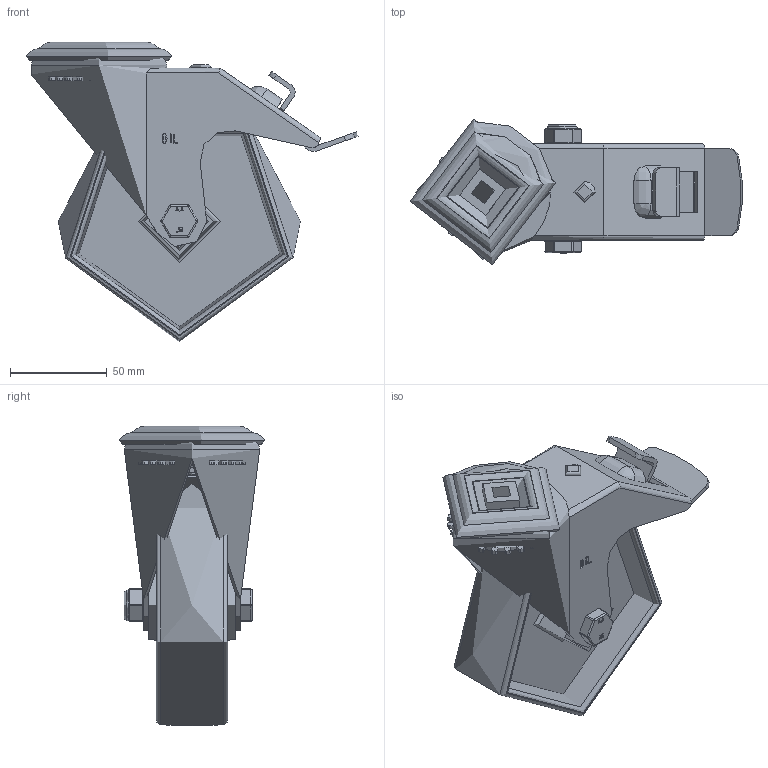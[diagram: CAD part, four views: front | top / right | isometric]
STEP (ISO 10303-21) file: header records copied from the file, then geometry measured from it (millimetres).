
FILE_DESCRIPTION(/* description */ ('','CAx-IF Rec.Pracs.---Representation and Presentation of Product Manufacturing Information (PMI)---4.0---2014-10-13'),/* implementation_level */ '2;1');
FILE_NAME(/* name */ 'BZMM125PLBBH12SW.step',/* time_stamp */ '2025-01-02T11:47:44Z',/* author */ (''),/* organization */ (''),/* preprocessor_version */ 'ST-DEVELOPER v20',/* originating_system */ 'Autodesk Translation Framework v13.20.0.188',/* authorisation */ '');
FILE_SCHEMA (('AP242_MANAGED_MODEL_BASED_3D_ENGINEERING_MIM_LF { 1 0 10303 442 1 1 4 }'));
Length unit declared in the file: millimetre
Products named in the file (24): BZMM125PLBBH12SW; BZMM125ASBH12SWB v2; ZINC PLATED, PRESSED STEEL HEAD; ZINC PLATED, PRESSED STEEL FORKS; ZINC PLATED, PRESSED STEEL BRAKE PEDAL; BRAKE PAD; BRAKE PAD Geometry; BOLT; NUT; BZMH125WPLRB v2; BZMH125WPLRB; RBM15X23X45 v1; NYLON ROLLER BEARING; NYLON CAGE; RIBS; Component2; TUBEM15X45 v1; ZINC PLATED, STEEL TUBE; HEXBOLTM10X60Z8.8 v2; GRADE 8.8 ZINC PLATED BOLT; NYLOCM10Z v1; NYLOC NUT; RUBBER; NUT (1)
Assembly tree (30 placements, depth 6):
  BZMM125PLBBH12SW
    BZMM125ASBH12SWB v2
      ZINC PLATED, PRESSED STEEL HEAD
      ZINC PLATED, PRESSED STEEL FORKS
      ZINC PLATED, PRESSED STEEL BRAKE PEDAL
      BRAKE PAD
        BRAKE PAD Geometry
        BOLT
        NUT
    BZMH125WPLRB v2
      BZMH125WPLRB
      RBM15X23X45 v1
        NYLON ROLLER BEARING
          NYLON CAGE
          RIBS
            Component2  x8
    TUBEM15X45 v1
      ZINC PLATED, STEEL TUBE
    HEXBOLTM10X60Z8.8 v2
      GRADE 8.8 ZINC PLATED BOLT
    NYLOCM10Z v1
      NYLOC NUT
        RUBBER
        NUT (1)
Bounding box: 171.46 x 75.35 x 154.91 mm (x, y, z)
Volume: 288393.6 mm3; surface area: 145341.2 mm2
Topology: 20 solids, 20 shells, 723 faces, 1879 edges, 1205 vertices
Faces by surface type: plane 365, cylinder 244, bspline 54, torus 26, sphere 22, cone 12
Full cylindrical faces by diameter (mm): 4 x8, 6 x4, 8 x1, 8.141 x19, 9 x2, 9.85 x20, 10 x3, 10.2 x3, 11 x1, 12 x2, 12.2 x1, 14.95 x1, 15.5 x2, 16 x1, 21.313 x1, 23 x2, 24 x3, 30.5 x1, 38 x1, 49.5 x1, 65 x1, 70 x1, 72 x1
Entity records: 28752 total; most frequent: CARTESIAN_POINT 10663, ORIENTED_EDGE 3708, DIRECTION 3623, EDGE_CURVE 1854, AXIS2_PLACEMENT_3D 1274, VERTEX_POINT 1190, LINE 1075, VECTOR 1075
